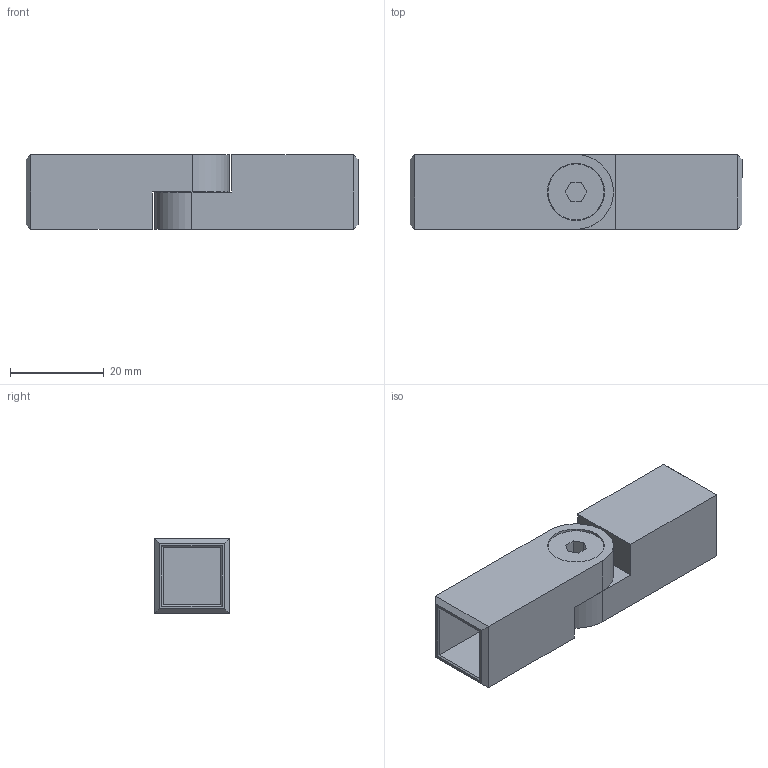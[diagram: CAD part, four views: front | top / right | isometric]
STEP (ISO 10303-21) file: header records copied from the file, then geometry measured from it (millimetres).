
FILE_DESCRIPTION (( 'STEP AP203' ), '1' );
FILE_NAME ('A_4012-012.STEP', '2023-10-13T12:54:56', ( '' ), ( '' ), 'SwSTEP 2.0', 'SolidWorks 2019', '' );
FILE_SCHEMA (( 'CONFIG_CONTROL_DESIGN' ));
Length unit declared in the file: millimetre
Products named in the file (4): A_4012-012.P1; A_4012-012; Skrutka DIN 7991_Skrutka M 6x 14; A_4012-012.P2
Assembly tree (3 placements, depth 2):
  A_4012-012
    A_4012-012.P1
    A_4012-012.P2
    Skrutka DIN 7991_Skrutka M 6x 14
Bounding box: 71 x 16 x 16 mm (x, y, z)
Volume: 11400.7 mm3; surface area: 8407.6 mm2
Topology: 3 solids, 3 shells, 71 faces, 158 edges, 96 vertices
Faces by surface type: plane 49, cylinder 14, cone 8
Entity records: 2342 total; most frequent: DIRECTION 344, CARTESIAN_POINT 331, ORIENTED_EDGE 316, EDGE_CURVE 158, LINE 126, VECTOR 126, AXIS2_PLACEMENT_3D 109, VERTEX_POINT 96
